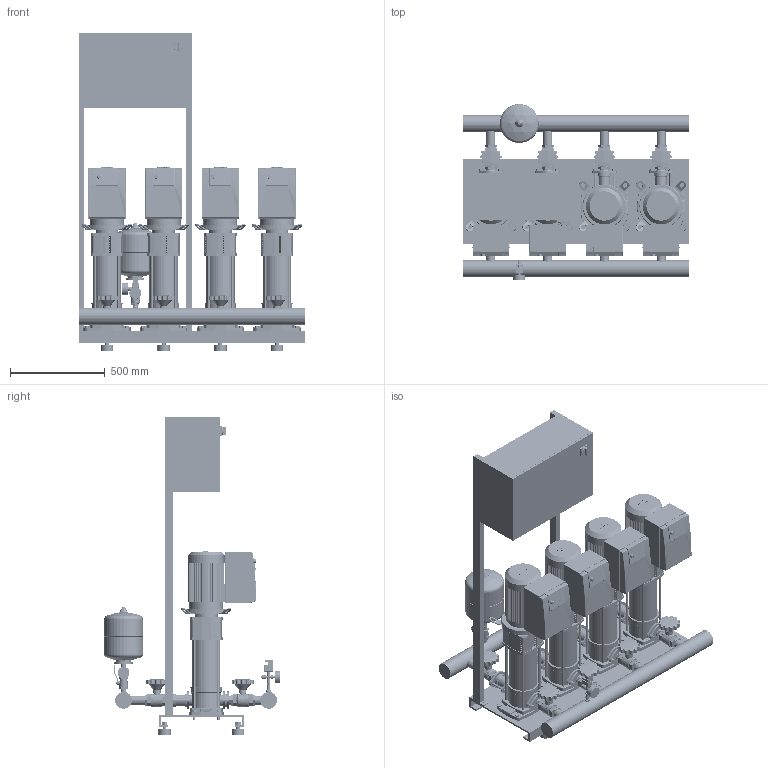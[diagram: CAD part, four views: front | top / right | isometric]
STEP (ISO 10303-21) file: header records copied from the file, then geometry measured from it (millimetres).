
FILE_DESCRIPTION((''),'2;1');
FILE_NAME('3d_COR-4HELIXVE1005_K_CCE-01-2539339.stp','2015-10-05T07:12:11',(''),(''),'Mechanical Desktop 2009','Mechanical Desktop 2009',', , ');
FILE_SCHEMA(('CONFIG_CONTROL_DESIGN'));
Length unit declared in the file: millimetre
Products named in the file (1): Product
Bounding box: 1200 x 930 x 1685 mm (x, y, z)
Volume: 219193152.5 mm3; surface area: 11968350.2 mm2
Topology: 230 solids, 230 shells, 6141 faces, 15607 edges, 10148 vertices
Faces by surface type: plane 2056, bspline 1798, cylinder 1790, cone 237, torus 180, sphere 80
Entity records: 202220 total; most frequent: CARTESIAN_POINT 56110, ORIENTED_EDGE 31074, DIRECTION 28734, EDGE_CURVE 15537, VERTEX_POINT 10141, AXIS2_PLACEMENT_3D 9745, VECTOR 9244, LINE 9244
